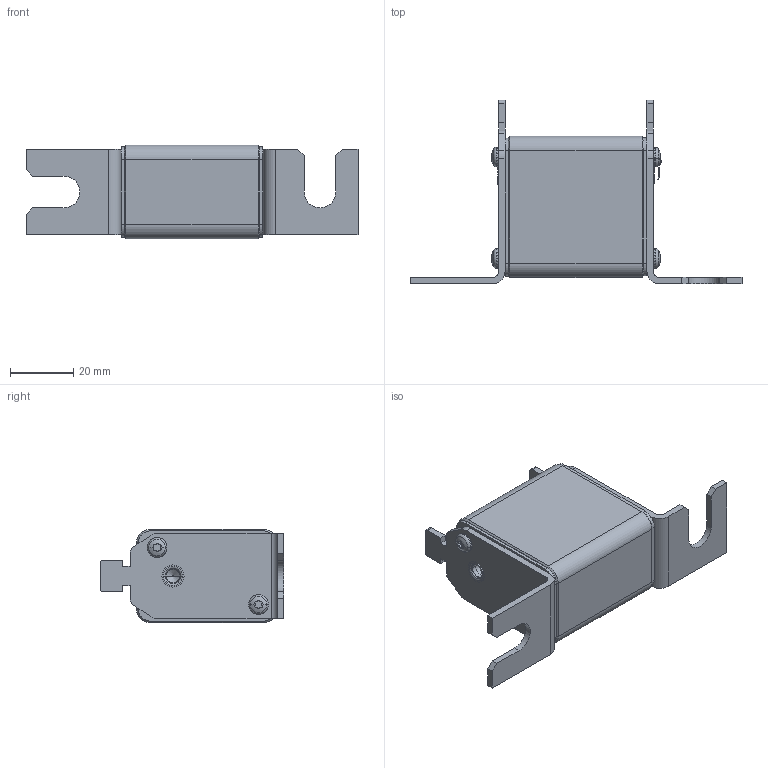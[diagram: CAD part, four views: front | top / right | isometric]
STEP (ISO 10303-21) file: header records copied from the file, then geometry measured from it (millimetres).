
FILE_DESCRIPTION((''),'2;1');
FILE_NAME('004331102_NHS00_80_UQ_ASM-2_ASM','2025-03-19T13:50:26',('klemen.sitar'),('Audax d.o.o.'),'CREO PARAMETRIC BY PTC INC, 2021304','CREO PARAMETRIC BY PTC INC, 2021304','');
FILE_SCHEMA(('AP242_MANAGED_MODEL_BASED_3D_ENGINEERING_MIM_LF { 1 0 10303 442 1 1 4 }'));
Length unit declared in the file: millimetre
Products named in the file (9): 0000023539_2; MEDLEGA_1; 0000033166_1; 0000033162_1; 0000031297_2; 0000002790_2; 0000011586_1; 0000011580_1; 004331102_NHS00_80_UQ_ASM-2_ASM
Assembly tree (12 placements, depth 2):
  004331102_NHS00_80_UQ_ASM-2_ASM
    0000023539_2
    MEDLEGA_1  x2
    0000033166_1
    0000033162_1
    0000031297_2  x4
    0000002790_2
    0000011586_1
    0000011580_1
Bounding box: 104.8 x 58 x 29.5 mm (x, y, z)
Volume: 43222.2 mm3; surface area: 27123.6 mm2
Topology: 12 solids, 24 shells, 772 faces, 2021 edges, 1270 vertices
Faces by surface type: plane 332, cylinder 325, cone 64, torus 32, bspline 11, sphere 8
Entity records: 20254 total; most frequent: CARTESIAN_POINT 3381, DIRECTION 2709, ORIENTED_EDGE 2486, EDGE_CURVE 1261, PRESENTATION_STYLE_ASSIGNMENT 1218, STYLED_ITEM 1215, CURVE_STYLE 1165, AXIS2_PLACEMENT_3D 1015
